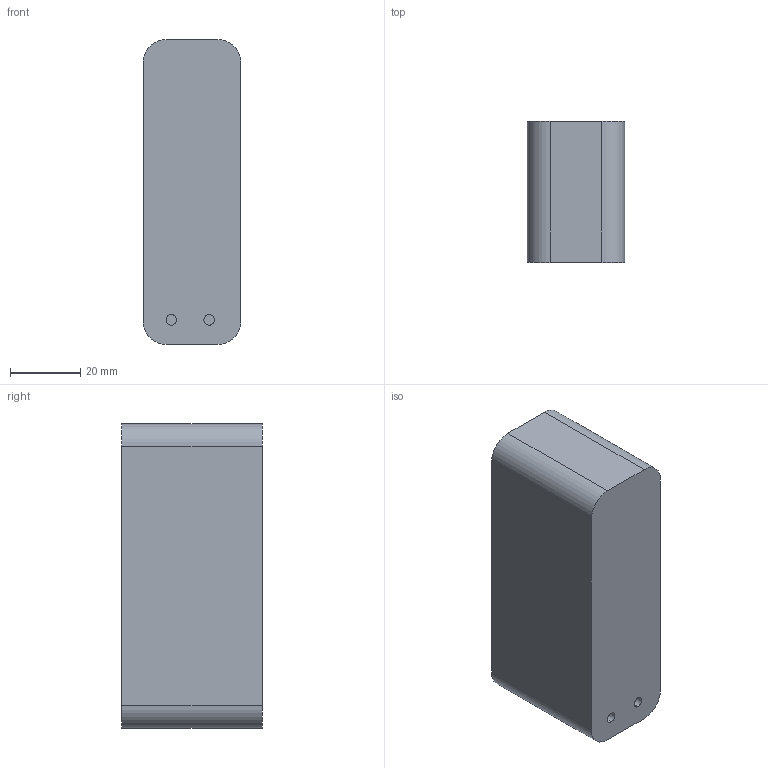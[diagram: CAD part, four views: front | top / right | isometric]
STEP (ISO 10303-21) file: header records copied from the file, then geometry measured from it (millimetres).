
FILE_DESCRIPTION (( 'STEP AP214' ), '1' );
FILE_NAME ('fence monitor.STEP', '2020-09-07T09:55:17', ( '' ), ( '' ), 'SwSTEP 2.0', 'SolidWorks 2016', '' );
FILE_SCHEMA (( 'AUTOMOTIVE_DESIGN' ));
Length unit declared in the file: millimetre
Products named in the file (1): fence monitor
Bounding box: 27.8 x 40.21 x 87 mm (x, y, z)
Volume: 95650.1 mm3; surface area: 13742.4 mm2
Topology: 1 solids, 1 shells, 59 faces, 141 edges, 94 vertices
Faces by surface type: plane 43, cylinder 16
Entity records: 1741 total; most frequent: CARTESIAN_POINT 295, DIRECTION 293, ORIENTED_EDGE 282, EDGE_CURVE 141, LINE 109, VECTOR 109, VERTEX_POINT 94, AXIS2_PLACEMENT_3D 92
